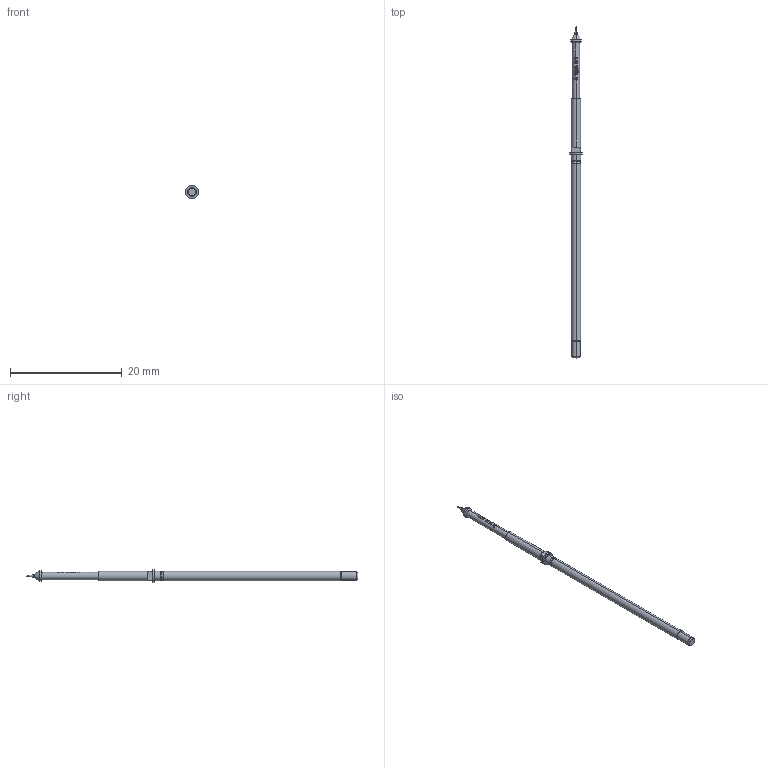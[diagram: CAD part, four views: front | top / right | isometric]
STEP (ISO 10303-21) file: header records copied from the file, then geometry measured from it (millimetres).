
FILE_DESCRIPTION (( 'STEP AP203' ), '1' );
FILE_NAME ('INGUN_GKS-204_215_180_A_xx10_M.STEP', '2022-01-27T08:25:42', ( 'ochi' ), ( '' ), 'SwSTEP 2.0', 'SolidWorks 2018', '' );
FILE_SCHEMA (( 'CONFIG_CONTROL_DESIGN' ));
Length unit declared in the file: millimetre
Products named in the file (1): INGUN_GKS-204_215_180_A_xx10_M
Bounding box: 2.3 x 59.5 x 2.3 mm (x, y, z)
Volume: 117.4 mm3; surface area: 300.7 mm2
Topology: 1 solids, 1 shells, 127 faces, 340 edges, 217 vertices
Faces by surface type: plane 52, cylinder 35, bspline 22, cone 12, torus 6
Entity records: 5021 total; most frequent: CARTESIAN_POINT 2267, ORIENTED_EDGE 676, DIRECTION 374, EDGE_CURVE 338, B_SPLINE_CURVE_WITH_KNOTS 230, VERTEX_POINT 217, AXIS2_PLACEMENT_3D 160, EDGE_LOOP 131
